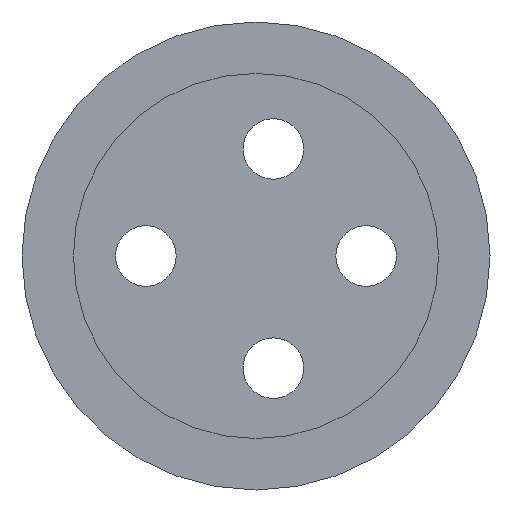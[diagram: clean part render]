
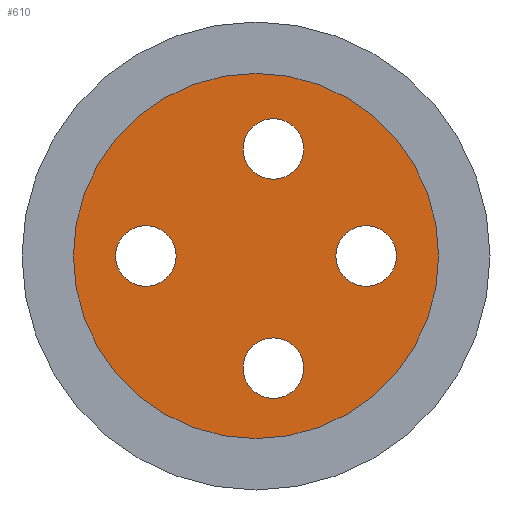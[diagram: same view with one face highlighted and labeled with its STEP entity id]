
A CAD part, front view. The second image highlights one B-rep face of the part: STEP entity #610.
In plain terms, the highlighted planar face has unit normal (0, -1, 0).
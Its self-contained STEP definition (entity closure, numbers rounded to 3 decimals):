
#3 = DIRECTION ( 'NONE',  ( 0., 0., 1. ) ) ;
#17 = VERTEX_POINT ( 'NONE', #361 ) ;
#19 = CARTESIAN_POINT ( 'NONE',  ( -0.931, -8., 9.145 ) ) ;
#22 = CIRCLE ( 'NONE', #624, 1.65 ) ;
#37 = DIRECTION ( 'NONE',  ( 0., 0., 1. ) ) ;
#45 = EDGE_CURVE ( 'NONE', #157, #659, #22, .T. ) ;
#47 = VERTEX_POINT ( 'NONE', #724 ) ;
#77 = ORIENTED_EDGE ( 'NONE', *, *, #188, .F. ) ;
#79 = CIRCLE ( 'NONE', #105, 1.65 ) ;
#96 = CIRCLE ( 'NONE', #175, 1.65 ) ;
#97 = EDGE_LOOP ( 'NONE', ( #856, #77 ) ) ;
#98 = DIRECTION ( 'NONE',  ( 0., 0., 1. ) ) ;
#105 = AXIS2_PLACEMENT_3D ( 'NONE', #348, #429, #633 ) ;
#117 = CARTESIAN_POINT ( 'NONE',  ( 0.012, -8., -5.264 ) ) ;
#125 = FACE_BOUND ( 'NONE', #848, .T. ) ;
#126 = ORIENTED_EDGE ( 'NONE', *, *, #487, .T. ) ;
#138 = VERTEX_POINT ( 'NONE', #910 ) ;
#146 = CARTESIAN_POINT ( 'NONE',  ( 0.012, -8., 6.678 ) ) ;
#157 = VERTEX_POINT ( 'NONE', #146 ) ;
#166 = EDGE_CURVE ( 'NONE', #829, #325, #530, .T. ) ;
#169 = CARTESIAN_POINT ( 'NONE',  ( 5.069, -8., -0.805 ) ) ;
#174 = DIRECTION ( 'NONE',  ( 0., 1., 0. ) ) ;
#175 = AXIS2_PLACEMENT_3D ( 'NONE', #679, #600, #179 ) ;
#179 = DIRECTION ( 'NONE',  ( 0., 0., 1. ) ) ;
#188 = EDGE_CURVE ( 'NONE', #774, #332, #917, .T. ) ;
#204 = FACE_BOUND ( 'NONE', #496, .T. ) ;
#206 = CARTESIAN_POINT ( 'NONE',  ( -0.931, -8., -10.755 ) ) ;
#211 = CARTESIAN_POINT ( 'NONE',  ( 5.069, -8., -2.455 ) ) ;
#243 = ORIENTED_EDGE ( 'NONE', *, *, #438, .T. ) ;
#292 = CIRCLE ( 'NONE', #806, 1.65 ) ;
#300 = CARTESIAN_POINT ( 'NONE',  ( 5.069, -8., 0.845 ) ) ;
#306 = CARTESIAN_POINT ( 'NONE',  ( -6.931, -8., -0.805 ) ) ;
#322 = DIRECTION ( 'NONE',  ( 0., 0., 1. ) ) ;
#325 = VERTEX_POINT ( 'NONE', #300 ) ;
#328 = EDGE_LOOP ( 'NONE', ( #243, #832 ) ) ;
#332 = VERTEX_POINT ( 'NONE', #19 ) ;
#333 = FACE_BOUND ( 'NONE', #328, .T. ) ;
#347 = ORIENTED_EDGE ( 'NONE', *, *, #45, .T. ) ;
#348 = CARTESIAN_POINT ( 'NONE',  ( -6.931, -8., -0.805 ) ) ;
#355 = DIRECTION ( 'NONE',  ( 0., 1., 0. ) ) ;
#361 = CARTESIAN_POINT ( 'NONE',  ( -6.931, -8., -2.455 ) ) ;
#386 = CARTESIAN_POINT ( 'NONE',  ( 0.012, -8., -6.914 ) ) ;
#389 = DIRECTION ( 'NONE',  ( 0., 0., 1. ) ) ;
#404 = PLANE ( 'NONE',  #449 ) ;
#412 = CIRCLE ( 'NONE', #597, 9.95 ) ;
#429 = DIRECTION ( 'NONE',  ( 0., 1., 0. ) ) ;
#438 = EDGE_CURVE ( 'NONE', #325, #829, #542, .T. ) ;
#444 = DIRECTION ( 'NONE',  ( 0., 1., 0. ) ) ;
#449 = AXIS2_PLACEMENT_3D ( 'NONE', #830, #683, #763 ) ;
#451 = VERTEX_POINT ( 'NONE', #117 ) ;
#454 = EDGE_CURVE ( 'NONE', #138, #451, #781, .T. ) ;
#486 = AXIS2_PLACEMENT_3D ( 'NONE', #386, #661, #322 ) ;
#487 = EDGE_CURVE ( 'NONE', #659, #157, #96, .T. ) ;
#496 = EDGE_LOOP ( 'NONE', ( #347, #126 ) ) ;
#502 = AXIS2_PLACEMENT_3D ( 'NONE', #169, #174, #520 ) ;
#520 = DIRECTION ( 'NONE',  ( 0., 0., 1. ) ) ;
#530 = CIRCLE ( 'NONE', #768, 1.65 ) ;
#536 = CARTESIAN_POINT ( 'NONE',  ( -0.931, -8., -0.805 ) ) ;
#542 = CIRCLE ( 'NONE', #502, 1.65 ) ;
#545 = EDGE_CURVE ( 'NONE', #47, #17, #292, .T. ) ;
#546 = FACE_OUTER_BOUND ( 'NONE', #97, .T. ) ;
#556 = EDGE_CURVE ( 'NONE', #332, #774, #412, .T. ) ;
#591 = DIRECTION ( 'NONE',  ( 0., 1., 0. ) ) ;
#593 = AXIS2_PLACEMENT_3D ( 'NONE', #850, #355, #913 ) ;
#597 = AXIS2_PLACEMENT_3D ( 'NONE', #672, #591, #870 ) ;
#600 = DIRECTION ( 'NONE',  ( 0., 1., 0. ) ) ;
#610 = ADVANCED_FACE ( 'NONE', ( #125, #837, #204, #333, #546 ), #404, .F. ) ;
#618 = ORIENTED_EDGE ( 'NONE', *, *, #454, .T. ) ;
#624 = AXIS2_PLACEMENT_3D ( 'NONE', #798, #444, #3 ) ;
#628 = ORIENTED_EDGE ( 'NONE', *, *, #545, .T. ) ;
#633 = DIRECTION ( 'NONE',  ( 0., 0., 1. ) ) ;
#659 = VERTEX_POINT ( 'NONE', #707 ) ;
#661 = DIRECTION ( 'NONE',  ( 0., 1., 0. ) ) ;
#672 = CARTESIAN_POINT ( 'NONE',  ( -0.931, -8., -0.805 ) ) ;
#676 = AXIS2_PLACEMENT_3D ( 'NONE', #536, #825, #98 ) ;
#679 = CARTESIAN_POINT ( 'NONE',  ( 0.012, -8., 5.028 ) ) ;
#683 = DIRECTION ( 'NONE',  ( 0., 1., 0. ) ) ;
#693 = EDGE_LOOP ( 'NONE', ( #761, #618 ) ) ;
#705 = EDGE_CURVE ( 'NONE', #17, #47, #79, .T. ) ;
#706 = ORIENTED_EDGE ( 'NONE', *, *, #705, .T. ) ;
#707 = CARTESIAN_POINT ( 'NONE',  ( 0.012, -8., 3.378 ) ) ;
#712 = EDGE_CURVE ( 'NONE', #451, #138, #789, .T. ) ;
#724 = CARTESIAN_POINT ( 'NONE',  ( -6.931, -8., 0.845 ) ) ;
#761 = ORIENTED_EDGE ( 'NONE', *, *, #712, .T. ) ;
#763 = DIRECTION ( 'NONE',  ( 0., 0., 1. ) ) ;
#768 = AXIS2_PLACEMENT_3D ( 'NONE', #898, #808, #37 ) ;
#774 = VERTEX_POINT ( 'NONE', #206 ) ;
#781 = CIRCLE ( 'NONE', #486, 1.65 ) ;
#789 = CIRCLE ( 'NONE', #593, 1.65 ) ;
#798 = CARTESIAN_POINT ( 'NONE',  ( 0.012, -8., 5.028 ) ) ;
#806 = AXIS2_PLACEMENT_3D ( 'NONE', #306, #814, #389 ) ;
#808 = DIRECTION ( 'NONE',  ( 0., 1., 0. ) ) ;
#814 = DIRECTION ( 'NONE',  ( 0., 1., 0. ) ) ;
#825 = DIRECTION ( 'NONE',  ( 0., 1., 0. ) ) ;
#829 = VERTEX_POINT ( 'NONE', #211 ) ;
#830 = CARTESIAN_POINT ( 'NONE',  ( -0.931, -8., -0.805 ) ) ;
#832 = ORIENTED_EDGE ( 'NONE', *, *, #166, .T. ) ;
#837 = FACE_BOUND ( 'NONE', #693, .T. ) ;
#848 = EDGE_LOOP ( 'NONE', ( #628, #706 ) ) ;
#850 = CARTESIAN_POINT ( 'NONE',  ( 0.012, -8., -6.914 ) ) ;
#856 = ORIENTED_EDGE ( 'NONE', *, *, #556, .F. ) ;
#870 = DIRECTION ( 'NONE',  ( 0., 0., 1. ) ) ;
#898 = CARTESIAN_POINT ( 'NONE',  ( 5.069, -8., -0.805 ) ) ;
#910 = CARTESIAN_POINT ( 'NONE',  ( 0.012, -8., -8.564 ) ) ;
#913 = DIRECTION ( 'NONE',  ( 0., 0., 1. ) ) ;
#917 = CIRCLE ( 'NONE', #676, 9.95 ) ;
